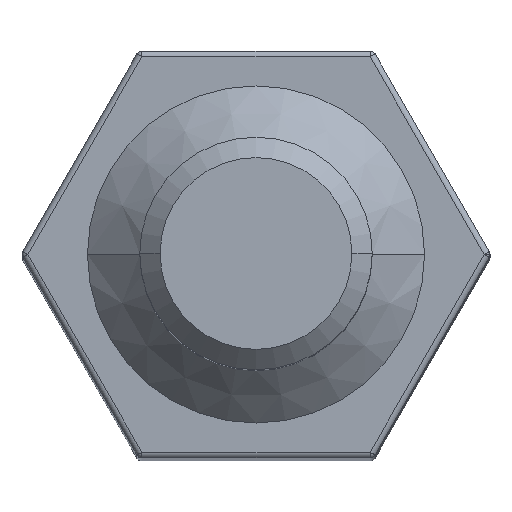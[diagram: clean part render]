
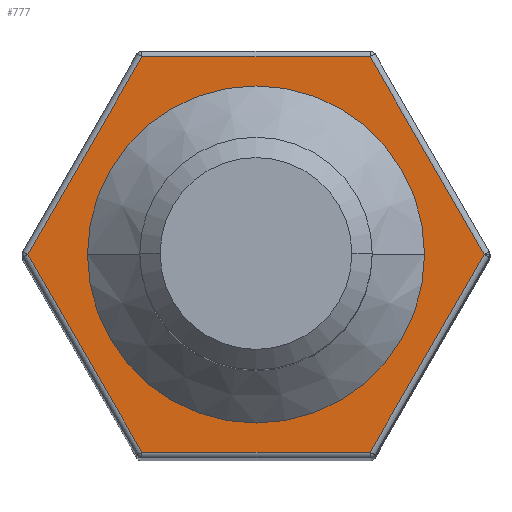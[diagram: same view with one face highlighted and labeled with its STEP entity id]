
A CAD part, top view. The second image highlights one B-rep face of the part: STEP entity #777.
In plain terms, the highlighted planar face has unit normal (0, 0, 1).
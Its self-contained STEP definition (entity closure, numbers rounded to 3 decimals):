
#10 = VECTOR ( 'NONE', #985, 1000. ) ;
#13 = CIRCLE ( 'NONE', #561, 2.9 ) ;
#14 = FACE_BOUND ( 'NONE', #1325, .T. ) ;
#26 = VERTEX_POINT ( 'NONE', #574 ) ;
#92 = VERTEX_POINT ( 'NONE', #867 ) ;
#105 = DIRECTION ( 'NONE',  ( 0., 0., -1. ) ) ;
#115 = ORIENTED_EDGE ( 'NONE', *, *, #1317, .T. ) ;
#120 = DIRECTION ( 'NONE',  ( -1., 0., 0. ) ) ;
#126 = DIRECTION ( 'NONE',  ( -0.5, -0.866, 0. ) ) ;
#253 = CARTESIAN_POINT ( 'NONE',  ( 3.926, 0., 0. ) ) ;
#309 = LINE ( 'NONE', #1334, #310 ) ;
#310 = VECTOR ( 'NONE', #120, 1000. ) ;
#343 = VECTOR ( 'NONE', #668, 1000. ) ;
#378 = ORIENTED_EDGE ( 'NONE', *, *, #1282, .T. ) ;
#384 = LINE ( 'NONE', #1415, #457 ) ;
#386 = LINE ( 'NONE', #871, #408 ) ;
#399 = CARTESIAN_POINT ( 'NONE',  ( 1.934, 3.45, 0. ) ) ;
#408 = VECTOR ( 'NONE', #779, 1000. ) ;
#409 = LINE ( 'NONE', #876, #10 ) ;
#457 = VECTOR ( 'NONE', #126, 1000. ) ;
#514 = CARTESIAN_POINT ( 'NONE',  ( 0., 0., 0. ) ) ;
#519 = CARTESIAN_POINT ( 'NONE',  ( -4.041, -3.4, 0. ) ) ;
#530 = LINE ( 'NONE', #399, #1227 ) ;
#553 = VERTEX_POINT ( 'NONE', #1407 ) ;
#561 = AXIS2_PLACEMENT_3D ( 'NONE', #514, #1245, #659 ) ;
#574 = CARTESIAN_POINT ( 'NONE',  ( -3.926, 0., 0. ) ) ;
#577 = AXIS2_PLACEMENT_3D ( 'NONE', #859, #105, #960 ) ;
#584 = FACE_OUTER_BOUND ( 'NONE', #1167, .T. ) ;
#597 = AXIS2_PLACEMENT_3D ( 'NONE', #1222, #1051, #746 ) ;
#659 = DIRECTION ( 'NONE',  ( -1., 0., 0. ) ) ;
#668 = DIRECTION ( 'NONE',  ( 1., 0., 0. ) ) ;
#683 = ORIENTED_EDGE ( 'NONE', *, *, #1316, .T. ) ;
#689 = VERTEX_POINT ( 'NONE', #705 ) ;
#705 = CARTESIAN_POINT ( 'NONE',  ( -1.963, 3.4, 0. ) ) ;
#740 = VERTEX_POINT ( 'NONE', #1124 ) ;
#746 = DIRECTION ( 'NONE',  ( -1., 0., 0. ) ) ;
#757 = ORIENTED_EDGE ( 'NONE', *, *, #1322, .T. ) ;
#777 = ADVANCED_FACE ( 'NONE', ( #584, #14 ), #1307, .F. ) ;
#779 = DIRECTION ( 'NONE',  ( 0.5, -0.866, 0. ) ) ;
#859 = CARTESIAN_POINT ( 'NONE',  ( 0., 0., 0. ) ) ;
#867 = CARTESIAN_POINT ( 'NONE',  ( 1.963, 3.4, 0. ) ) ;
#871 = CARTESIAN_POINT ( 'NONE',  ( -3.955, 0.05, 0. ) ) ;
#876 = CARTESIAN_POINT ( 'NONE',  ( 1.934, -3.45, 0. ) ) ;
#919 = LINE ( 'NONE', #519, #343 ) ;
#930 = ORIENTED_EDGE ( 'NONE', *, *, #1303, .T. ) ;
#960 = DIRECTION ( 'NONE',  ( -1., 0., 0. ) ) ;
#985 = DIRECTION ( 'NONE',  ( 0.5, 0.866, 0. ) ) ;
#1036 = ORIENTED_EDGE ( 'NONE', *, *, #1309, .T. ) ;
#1051 = DIRECTION ( 'NONE',  ( 0., 0., -1. ) ) ;
#1067 = CARTESIAN_POINT ( 'NONE',  ( 1.963, -3.4, 0. ) ) ;
#1124 = CARTESIAN_POINT ( 'NONE',  ( -2.9, 0., 0. ) ) ;
#1149 = CIRCLE ( 'NONE', #577, 2.9 ) ;
#1165 = DIRECTION ( 'NONE',  ( -0.5, 0.866, 0. ) ) ;
#1167 = EDGE_LOOP ( 'NONE', ( #1311, #930, #1036, #683, #115, #757 ) ) ;
#1194 = VERTEX_POINT ( 'NONE', #1233 ) ;
#1200 = EDGE_CURVE ( 'NONE', #740, #1194, #1149, .T. ) ;
#1207 = VERTEX_POINT ( 'NONE', #253 ) ;
#1222 = CARTESIAN_POINT ( 'NONE',  ( -4.041, 0., 0. ) ) ;
#1227 = VECTOR ( 'NONE', #1165, 1000. ) ;
#1233 = CARTESIAN_POINT ( 'NONE',  ( 2.9, 0., 0. ) ) ;
#1245 = DIRECTION ( 'NONE',  ( 0., 0., -1. ) ) ;
#1276 = VERTEX_POINT ( 'NONE', #1067 ) ;
#1282 = EDGE_CURVE ( 'NONE', #1194, #740, #13, .T. ) ;
#1290 = EDGE_CURVE ( 'NONE', #1207, #92, #530, .T. ) ;
#1303 = EDGE_CURVE ( 'NONE', #92, #689, #309, .T. ) ;
#1307 = PLANE ( 'NONE',  #597 ) ;
#1309 = EDGE_CURVE ( 'NONE', #689, #26, #384, .T. ) ;
#1311 = ORIENTED_EDGE ( 'NONE', *, *, #1290, .T. ) ;
#1316 = EDGE_CURVE ( 'NONE', #26, #553, #386, .T. ) ;
#1317 = EDGE_CURVE ( 'NONE', #553, #1276, #919, .T. ) ;
#1322 = EDGE_CURVE ( 'NONE', #1276, #1207, #409, .T. ) ;
#1325 = EDGE_LOOP ( 'NONE', ( #1340, #378 ) ) ;
#1334 = CARTESIAN_POINT ( 'NONE',  ( -4.041, 3.4, 0. ) ) ;
#1340 = ORIENTED_EDGE ( 'NONE', *, *, #1200, .T. ) ;
#1407 = CARTESIAN_POINT ( 'NONE',  ( -1.963, -3.4, 0. ) ) ;
#1415 = CARTESIAN_POINT ( 'NONE',  ( -3.955, -0.05, 0. ) ) ;
